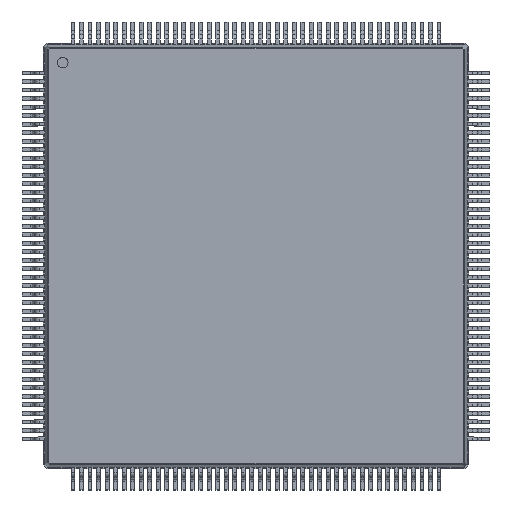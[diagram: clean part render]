
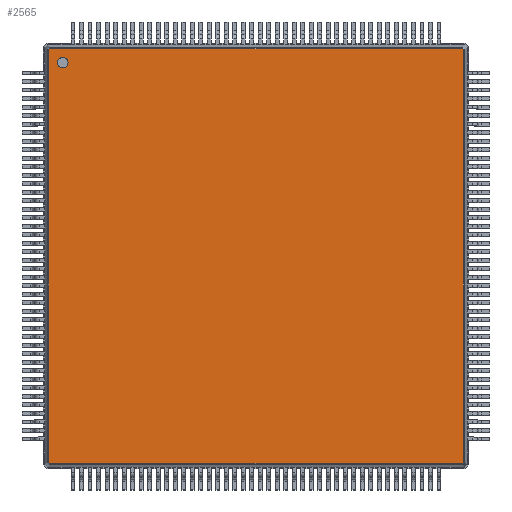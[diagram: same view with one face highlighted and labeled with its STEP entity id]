
A CAD part, top view. The second image highlights one B-rep face of the part: STEP entity #2565.
In plain terms, the highlighted planar face has unit normal (0, 0, 1).
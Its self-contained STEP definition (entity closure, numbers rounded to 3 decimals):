
#13=DIRECTION('',(0.,0.,1.));
#43=CARTESIAN_POINT('',(-9.718,9.787,1.5));
#433=VERTEX_POINT('',#434);
#434=CARTESIAN_POINT('',(-9.702,9.746,1.5));
#451=EDGE_CURVE('',#433,#452,#454,.T.);
#452=VERTEX_POINT('',#453);
#453=CARTESIAN_POINT('',(9.702,9.746,1.5));
#454=B_SPLINE_CURVE_WITH_KNOTS('',2,(#455,#456,#457,#458,#459),.UNSPECIFIED.,.F.,.F.,(3,1,1,3),(-0.992,-0.04,19.477,20.429),.UNSPECIFIED.);
#455=CARTESIAN_POINT('',(-10.711,9.746,1.5));
#456=CARTESIAN_POINT('',(-10.235,9.746,1.5));
#457=CARTESIAN_POINT('',(0.,9.746,1.5));
#458=CARTESIAN_POINT('',(10.235,9.746,1.5));
#459=CARTESIAN_POINT('',(10.711,9.746,1.5));
#2086=DIRECTION('',(0.,-1.,0.));
#2497=EDGE_CURVE('',#452,#2498,#2500,.T.);
#2498=VERTEX_POINT('',#2499);
#2499=CARTESIAN_POINT('',(9.746,9.702,1.5));
#2500=B_SPLINE_CURVE_WITH_KNOTS('',2,(#2501,#2502,#2503,#2504,#2505),.UNSPECIFIED.,.F.,.F.,(3,1,1,3),(-0.4,-0.04,0.137,0.497),.UNSPECIFIED.);
#2501=CARTESIAN_POINT('',(9.407,10.041,1.5));
#2502=CARTESIAN_POINT('',(9.535,9.914,1.5));
#2503=CARTESIAN_POINT('',(9.724,9.724,1.5));
#2504=CARTESIAN_POINT('',(9.914,9.535,1.5));
#2505=CARTESIAN_POINT('',(10.041,9.407,1.5));
#2533=VERTEX_POINT('',#2534);
#2534=CARTESIAN_POINT('',(-9.746,9.702,1.5));
#2551=EDGE_CURVE('',#2533,#433,#2552,.T.);
#2552=B_SPLINE_CURVE_WITH_KNOTS('',2,(#2553,#2554,#2555,#2556,#2557),.UNSPECIFIED.,.F.,.F.,(3,1,1,3),(-0.4,-0.04,0.137,0.497),.UNSPECIFIED.);
#2553=CARTESIAN_POINT('',(-10.041,9.407,1.5));
#2554=CARTESIAN_POINT('',(-9.914,9.535,1.5));
#2555=CARTESIAN_POINT('',(-9.724,9.724,1.5));
#2556=CARTESIAN_POINT('',(-9.535,9.914,1.5));
#2557=CARTESIAN_POINT('',(-9.407,10.041,1.5));
#2565=ADVANCED_FACE('',(#2566,#2619),#2629,.T.);
#2566=FACE_BOUND('',#2567,.T.);
#2567=EDGE_LOOP('',(#2568,#2569,#2570,#2580,#2590,#2600,#2610,#2618));
#2568=ORIENTED_EDGE('',*,*,#451,.F.);
#2569=ORIENTED_EDGE('',*,*,#2551,.F.);
#2570=ORIENTED_EDGE('',*,*,#2571,.F.);
#2571=EDGE_CURVE('',#2572,#2533,#2574,.T.);
#2572=VERTEX_POINT('',#2573);
#2573=CARTESIAN_POINT('',(-9.746,-9.702,1.5));
#2574=B_SPLINE_CURVE_WITH_KNOTS('',2,(#2575,#2576,#2577,#2578,#2579),.UNSPECIFIED.,.F.,.F.,(3,1,1,3),(-0.992,-0.04,19.477,20.429),.UNSPECIFIED.);
#2575=CARTESIAN_POINT('',(-9.746,-10.711,1.5));
#2576=CARTESIAN_POINT('',(-9.746,-10.235,1.5));
#2577=CARTESIAN_POINT('',(-9.746,0.,1.5));
#2578=CARTESIAN_POINT('',(-9.746,10.235,1.5));
#2579=CARTESIAN_POINT('',(-9.746,10.711,1.5));
#2580=ORIENTED_EDGE('',*,*,#2581,.F.);
#2581=EDGE_CURVE('',#2582,#2572,#2584,.T.);
#2582=VERTEX_POINT('',#2583);
#2583=CARTESIAN_POINT('',(-9.702,-9.746,1.5));
#2584=B_SPLINE_CURVE_WITH_KNOTS('',2,(#2585,#2586,#2587,#2588,#2589),.UNSPECIFIED.,.F.,.F.,(3,1,1,3),(-0.4,-0.04,0.137,0.497),.UNSPECIFIED.);
#2585=CARTESIAN_POINT('',(-9.407,-10.041,1.5));
#2586=CARTESIAN_POINT('',(-9.535,-9.914,1.5));
#2587=CARTESIAN_POINT('',(-9.724,-9.724,1.5));
#2588=CARTESIAN_POINT('',(-9.914,-9.535,1.5));
#2589=CARTESIAN_POINT('',(-10.041,-9.407,1.5));
#2590=ORIENTED_EDGE('',*,*,#2591,.F.);
#2591=EDGE_CURVE('',#2592,#2582,#2594,.T.);
#2592=VERTEX_POINT('',#2593);
#2593=CARTESIAN_POINT('',(9.702,-9.746,1.5));
#2594=B_SPLINE_CURVE_WITH_KNOTS('',2,(#2595,#2596,#2597,#2598,#2599),.UNSPECIFIED.,.F.,.F.,(3,1,1,3),(-0.992,-0.04,19.477,20.429),.UNSPECIFIED.);
#2595=CARTESIAN_POINT('',(10.711,-9.746,1.5));
#2596=CARTESIAN_POINT('',(10.235,-9.746,1.5));
#2597=CARTESIAN_POINT('',(0.,-9.746,1.5));
#2598=CARTESIAN_POINT('',(-10.235,-9.746,1.5));
#2599=CARTESIAN_POINT('',(-10.711,-9.746,1.5));
#2600=ORIENTED_EDGE('',*,*,#2601,.F.);
#2601=EDGE_CURVE('',#2602,#2592,#2604,.T.);
#2602=VERTEX_POINT('',#2603);
#2603=CARTESIAN_POINT('',(9.746,-9.702,1.5));
#2604=B_SPLINE_CURVE_WITH_KNOTS('',2,(#2605,#2606,#2607,#2608,#2609),.UNSPECIFIED.,.F.,.F.,(3,1,1,3),(-0.4,-0.04,0.137,0.497),.UNSPECIFIED.);
#2605=CARTESIAN_POINT('',(10.041,-9.407,1.5));
#2606=CARTESIAN_POINT('',(9.914,-9.535,1.5));
#2607=CARTESIAN_POINT('',(9.724,-9.724,1.5));
#2608=CARTESIAN_POINT('',(9.535,-9.914,1.5));
#2609=CARTESIAN_POINT('',(9.407,-10.041,1.5));
#2610=ORIENTED_EDGE('',*,*,#2611,.F.);
#2611=EDGE_CURVE('',#2498,#2602,#2612,.T.);
#2612=B_SPLINE_CURVE_WITH_KNOTS('',2,(#2613,#2614,#2615,#2616,#2617),.UNSPECIFIED.,.F.,.F.,(3,1,1,3),(-0.992,-0.04,19.477,20.429),.UNSPECIFIED.);
#2613=CARTESIAN_POINT('',(9.746,10.711,1.5));
#2614=CARTESIAN_POINT('',(9.746,10.235,1.5));
#2615=CARTESIAN_POINT('',(9.746,0.,1.5));
#2616=CARTESIAN_POINT('',(9.746,-10.235,1.5));
#2617=CARTESIAN_POINT('',(9.746,-10.711,1.5));
#2618=ORIENTED_EDGE('',*,*,#2497,.F.);
#2619=FACE_BOUND('',#2620,.T.);
#2620=EDGE_LOOP('',(#2621));
#2621=ORIENTED_EDGE('',*,*,#2622,.T.);
#2622=EDGE_CURVE('',#2623,#2623,#2625,.T.);
#2623=VERTEX_POINT('',#2624);
#2624=CARTESIAN_POINT('',(-9.087,8.837,1.5));
#2625=CIRCLE('',#2626,0.25);
#2626=AXIS2_PLACEMENT_3D('',#2627,#2628,#2086);
#2627=CARTESIAN_POINT('',(-9.087,9.087,1.5));
#2628=DIRECTION('',(0.,-0.,-1.));
#2629=PLANE('',#2630);
#2630=AXIS2_PLACEMENT_3D('',#43,#13,#2631);
#2631=DIRECTION('',(0.705,-0.71,0.));
